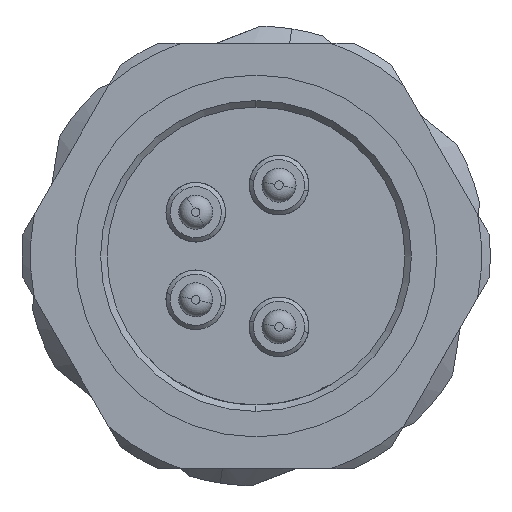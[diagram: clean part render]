
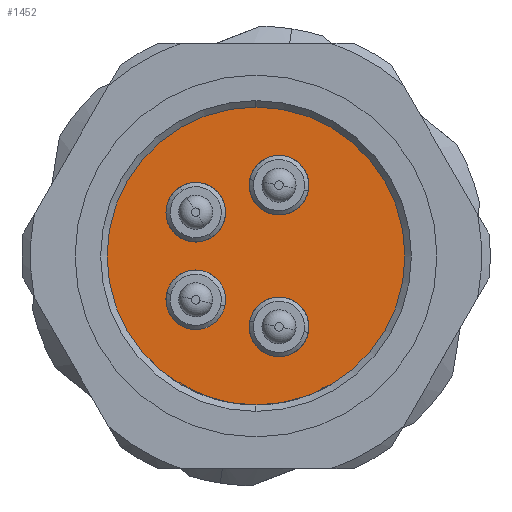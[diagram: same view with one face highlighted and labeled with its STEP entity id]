
A CAD part, left-side view. The second image highlights one B-rep face of the part: STEP entity #1452.
In plain terms, the highlighted planar face has unit normal (-1, 0, 0).
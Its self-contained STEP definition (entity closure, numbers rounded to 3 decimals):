
#146 = CARTESIAN_POINT ( 'NONE',  ( -11.3, 1.416, -1.729 ) ) ;
#448 = CARTESIAN_POINT ( 'NONE',  ( -11.3, 1.416, 1.029 ) ) ;
#1452 = ADVANCED_FACE ( 'NONE', ( #14297, #16977, #24895, #17148, #4534 ), #12118, .F. ) ;
#1927 = DIRECTION ( 'NONE',  ( -1., 0., 0. ) ) ;
#2332 = EDGE_LOOP ( 'NONE', ( #32997, #16537 ) ) ;
#2615 = VERTEX_POINT ( 'NONE', #4138 ) ;
#2888 = CIRCLE ( 'NONE', #14176, 3.5 ) ;
#3533 = VERTEX_POINT ( 'NONE', #28660 ) ;
#3581 = CARTESIAN_POINT ( 'NONE',  ( -11.3, 0., 3.5 ) ) ;
#3762 = EDGE_LOOP ( 'NONE', ( #22173, #5381 ) ) ;
#3901 = EDGE_CURVE ( 'NONE', #18033, #29586, #24004, .T. ) ;
#4138 = CARTESIAN_POINT ( 'NONE',  ( -11.3, 1.416, 1.729 ) ) ;
#4204 = DIRECTION ( 'NONE',  ( 0., 0., -1. ) ) ;
#4344 = ORIENTED_EDGE ( 'NONE', *, *, #27540, .T. ) ;
#4362 = CARTESIAN_POINT ( 'NONE',  ( -11.3, 1.416, 0.329 ) ) ;
#4534 = FACE_OUTER_BOUND ( 'NONE', #28977, .T. ) ;
#5371 = CIRCLE ( 'NONE', #27405, 0.7 ) ;
#5381 = ORIENTED_EDGE ( 'NONE', *, *, #19499, .F. ) ;
#5609 = CIRCLE ( 'NONE', #8309, 3.5 ) ;
#5795 = DIRECTION ( 'NONE',  ( 0., 0., 1. ) ) ;
#6451 = CARTESIAN_POINT ( 'NONE',  ( -11.3, -0.541, -0.964 ) ) ;
#6456 = DIRECTION ( 'NONE',  ( 0., 0., 1. ) ) ;
#6626 = DIRECTION ( 'NONE',  ( 0., 0., 1. ) ) ;
#7079 = CARTESIAN_POINT ( 'NONE',  ( -11.3, 3.5, 0. ) ) ;
#7259 = CIRCLE ( 'NONE', #21206, 0.7 ) ;
#7645 = VERTEX_POINT ( 'NONE', #25721 ) ;
#7680 = VERTEX_POINT ( 'NONE', #146 ) ;
#7942 = DIRECTION ( 'NONE',  ( -1., 0., 0. ) ) ;
#8309 = AXIS2_PLACEMENT_3D ( 'NONE', #9647, #29827, #14675 ) ;
#8359 = DIRECTION ( 'NONE',  ( 0., 0., 1. ) ) ;
#8622 = ORIENTED_EDGE ( 'NONE', *, *, #31828, .F. ) ;
#8796 = ORIENTED_EDGE ( 'NONE', *, *, #3901, .F. ) ;
#9369 = CARTESIAN_POINT ( 'NONE',  ( -11.3, -0.541, -2.364 ) ) ;
#9490 = DIRECTION ( 'NONE',  ( -1., 0., 0. ) ) ;
#9647 = CARTESIAN_POINT ( 'NONE',  ( -11.3, 0., 0. ) ) ;
#10517 = CARTESIAN_POINT ( 'NONE',  ( -11.3, 0., 0. ) ) ;
#10994 = CIRCLE ( 'NONE', #13147, 0.7 ) ;
#11126 = AXIS2_PLACEMENT_3D ( 'NONE', #21920, #9490, #6456 ) ;
#12118 = PLANE ( 'NONE',  #17479 ) ;
#12470 = DIRECTION ( 'NONE',  ( -1., 0., 0. ) ) ;
#13147 = AXIS2_PLACEMENT_3D ( 'NONE', #28777, #7942, #20859 ) ;
#13527 = CARTESIAN_POINT ( 'NONE',  ( -11.3, -0.541, 1.664 ) ) ;
#14176 = AXIS2_PLACEMENT_3D ( 'NONE', #10517, #17897, #5795 ) ;
#14297 = FACE_BOUND ( 'NONE', #2332, .T. ) ;
#14675 = DIRECTION ( 'NONE',  ( 0., 0., 1. ) ) ;
#14798 = DIRECTION ( 'NONE',  ( 1., 0., 0. ) ) ;
#15187 = EDGE_CURVE ( 'NONE', #2615, #24799, #19792, .T. ) ;
#15700 = CARTESIAN_POINT ( 'NONE',  ( -11.3, 1.416, -1.029 ) ) ;
#16537 = ORIENTED_EDGE ( 'NONE', *, *, #27505, .F. ) ;
#16977 = FACE_BOUND ( 'NONE', #3762, .T. ) ;
#17148 = FACE_BOUND ( 'NONE', #32199, .T. ) ;
#17479 = AXIS2_PLACEMENT_3D ( 'NONE', #7079, #14798, #4204 ) ;
#17564 = DIRECTION ( 'NONE',  ( 0., 0., 1. ) ) ;
#17784 = ORIENTED_EDGE ( 'NONE', *, *, #21292, .F. ) ;
#17897 = DIRECTION ( 'NONE',  ( -1., 0., 0. ) ) ;
#18033 = VERTEX_POINT ( 'NONE', #9369 ) ;
#18240 = CARTESIAN_POINT ( 'NONE',  ( -11.3, 1.416, -0.329 ) ) ;
#18317 = AXIS2_PLACEMENT_3D ( 'NONE', #20556, #1927, #25465 ) ;
#18388 = DIRECTION ( 'NONE',  ( 0., 0., 1. ) ) ;
#18727 = AXIS2_PLACEMENT_3D ( 'NONE', #448, #26519, #8359 ) ;
#19499 = EDGE_CURVE ( 'NONE', #24799, #2615, #30699, .T. ) ;
#19792 = CIRCLE ( 'NONE', #18727, 0.7 ) ;
#20094 = CIRCLE ( 'NONE', #30323, 0.7 ) ;
#20556 = CARTESIAN_POINT ( 'NONE',  ( -11.3, 1.416, 1.029 ) ) ;
#20597 = AXIS2_PLACEMENT_3D ( 'NONE', #13527, #30698, #18388 ) ;
#20859 = DIRECTION ( 'NONE',  ( 0., 0., 1. ) ) ;
#21206 = AXIS2_PLACEMENT_3D ( 'NONE', #26023, #12470, #25254 ) ;
#21292 = EDGE_CURVE ( 'NONE', #24450, #7680, #5371, .T. ) ;
#21715 = ORIENTED_EDGE ( 'NONE', *, *, #28896, .F. ) ;
#21920 = CARTESIAN_POINT ( 'NONE',  ( -11.3, -0.541, -1.664 ) ) ;
#22173 = ORIENTED_EDGE ( 'NONE', *, *, #15187, .F. ) ;
#22558 = EDGE_LOOP ( 'NONE', ( #8622, #8796 ) ) ;
#24004 = CIRCLE ( 'NONE', #11126, 0.7 ) ;
#24450 = VERTEX_POINT ( 'NONE', #18240 ) ;
#24616 = CARTESIAN_POINT ( 'NONE',  ( -11.3, 1.416, -1.029 ) ) ;
#24799 = VERTEX_POINT ( 'NONE', #4362 ) ;
#24895 = FACE_BOUND ( 'NONE', #22558, .T. ) ;
#25068 = CARTESIAN_POINT ( 'NONE',  ( -11.3, 0., -3.5 ) ) ;
#25254 = DIRECTION ( 'NONE',  ( 0., 0., 1. ) ) ;
#25465 = DIRECTION ( 'NONE',  ( 0., 0., 1. ) ) ;
#25721 = CARTESIAN_POINT ( 'NONE',  ( -11.3, -0.541, 0.964 ) ) ;
#25969 = DIRECTION ( 'NONE',  ( -1., 0., 0. ) ) ;
#26023 = CARTESIAN_POINT ( 'NONE',  ( -11.3, -0.541, 1.664 ) ) ;
#26165 = VERTEX_POINT ( 'NONE', #25068 ) ;
#26519 = DIRECTION ( 'NONE',  ( -1., 0., 0. ) ) ;
#27315 = DIRECTION ( 'NONE',  ( -1., 0., 0. ) ) ;
#27405 = AXIS2_PLACEMENT_3D ( 'NONE', #24616, #27315, #6626 ) ;
#27505 = EDGE_CURVE ( 'NONE', #7645, #3533, #29207, .T. ) ;
#27540 = EDGE_CURVE ( 'NONE', #26165, #28522, #2888, .T. ) ;
#28522 = VERTEX_POINT ( 'NONE', #3581 ) ;
#28660 = CARTESIAN_POINT ( 'NONE',  ( -11.3, -0.541, 2.364 ) ) ;
#28777 = CARTESIAN_POINT ( 'NONE',  ( -11.3, -0.541, -1.664 ) ) ;
#28896 = EDGE_CURVE ( 'NONE', #7680, #24450, #20094, .T. ) ;
#28977 = EDGE_LOOP ( 'NONE', ( #31221, #4344 ) ) ;
#29207 = CIRCLE ( 'NONE', #20597, 0.7 ) ;
#29586 = VERTEX_POINT ( 'NONE', #6451 ) ;
#29587 = EDGE_CURVE ( 'NONE', #28522, #26165, #5609, .T. ) ;
#29827 = DIRECTION ( 'NONE',  ( -1., 0., 0. ) ) ;
#30323 = AXIS2_PLACEMENT_3D ( 'NONE', #15700, #25969, #17564 ) ;
#30698 = DIRECTION ( 'NONE',  ( -1., 0., 0. ) ) ;
#30699 = CIRCLE ( 'NONE', #18317, 0.7 ) ;
#31221 = ORIENTED_EDGE ( 'NONE', *, *, #29587, .T. ) ;
#31828 = EDGE_CURVE ( 'NONE', #29586, #18033, #10994, .T. ) ;
#32199 = EDGE_LOOP ( 'NONE', ( #17784, #21715 ) ) ;
#32636 = EDGE_CURVE ( 'NONE', #3533, #7645, #7259, .T. ) ;
#32997 = ORIENTED_EDGE ( 'NONE', *, *, #32636, .F. ) ;
